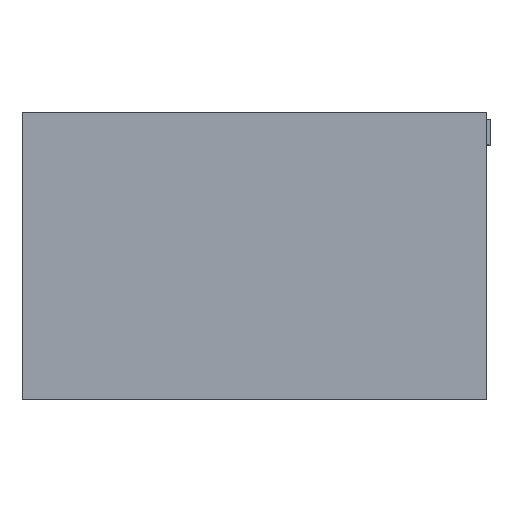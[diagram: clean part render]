
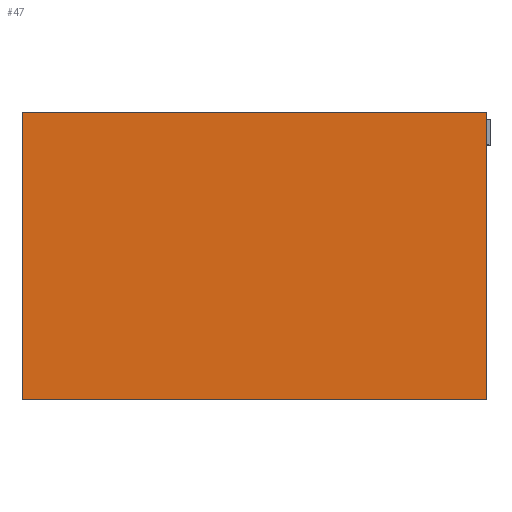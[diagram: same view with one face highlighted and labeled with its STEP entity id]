
A CAD part, left-side view. The second image highlights one B-rep face of the part: STEP entity #47.
In plain terms, the highlighted planar face has unit normal (-1, 0, 0).
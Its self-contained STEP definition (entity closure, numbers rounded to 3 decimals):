
#47 = ADVANCED_FACE( '', ( #163 ), #164, .F. );
#163 = FACE_OUTER_BOUND( '', #399, .T. );
#164 = PLANE( '', #400 );
#399 = EDGE_LOOP( '', ( #1793, #1794, #1795, #1796 ) );
#400 = AXIS2_PLACEMENT_3D( '', #1797, #1798, #1799 );
#1793 = ORIENTED_EDGE( '', *, *, #2681, .T. );
#1794 = ORIENTED_EDGE( '', *, *, #2682, .F. );
#1795 = ORIENTED_EDGE( '', *, *, #2683, .F. );
#1796 = ORIENTED_EDGE( '', *, *, #2670, .T. );
#1797 = CARTESIAN_POINT( '', ( -292.1, -228.6, 30.854 ) );
#1798 = DIRECTION( '', ( 1., 0., 0. ) );
#1799 = DIRECTION( '', ( 0., 0., -1. ) );
#2670 = EDGE_CURVE( '', #2939, #2937, #2940, .T. );
#2681 = EDGE_CURVE( '', #2937, #2960, #2961, .T. );
#2682 = EDGE_CURVE( '', #2962, #2960, #2963, .T. );
#2683 = EDGE_CURVE( '', #2939, #2962, #2964, .T. );
#2937 = VERTEX_POINT( '', #3370 );
#2939 = VERTEX_POINT( '', #3373 );
#2940 = LINE( '', #3374, #3375 );
#2960 = VERTEX_POINT( '', #3453 );
#2961 = LINE( '', #3454, #3455 );
#2962 = VERTEX_POINT( '', #3456 );
#2963 = LINE( '', #3457, #3458 );
#2964 = LINE( '', #3459, #3460 );
#3370 = CARTESIAN_POINT( '', ( -292.1, 228.6, 30.854 ) );
#3373 = CARTESIAN_POINT( '', ( -292.1, -228.6, 30.854 ) );
#3374 = CARTESIAN_POINT( '', ( -292.1, -228.6, 30.854 ) );
#3375 = VECTOR( '', #5253, 1000. );
#3453 = CARTESIAN_POINT( '', ( -292.1, 228.6, -251.721 ) );
#3454 = CARTESIAN_POINT( '', ( -292.1, 228.6, 30.854 ) );
#3455 = VECTOR( '', #5260, 1000. );
#3456 = CARTESIAN_POINT( '', ( -292.1, -228.6, -251.721 ) );
#3457 = CARTESIAN_POINT( '', ( -292.1, -228.6, -251.721 ) );
#3458 = VECTOR( '', #5261, 1000. );
#3459 = CARTESIAN_POINT( '', ( -292.1, -228.6, 30.854 ) );
#3460 = VECTOR( '', #5262, 1000. );
#5253 = DIRECTION( '', ( 0., 1., 0. ) );
#5260 = DIRECTION( '', ( 0., 0., -1. ) );
#5261 = DIRECTION( '', ( 0., 1., 0. ) );
#5262 = DIRECTION( '', ( 0., 0., -1. ) );
